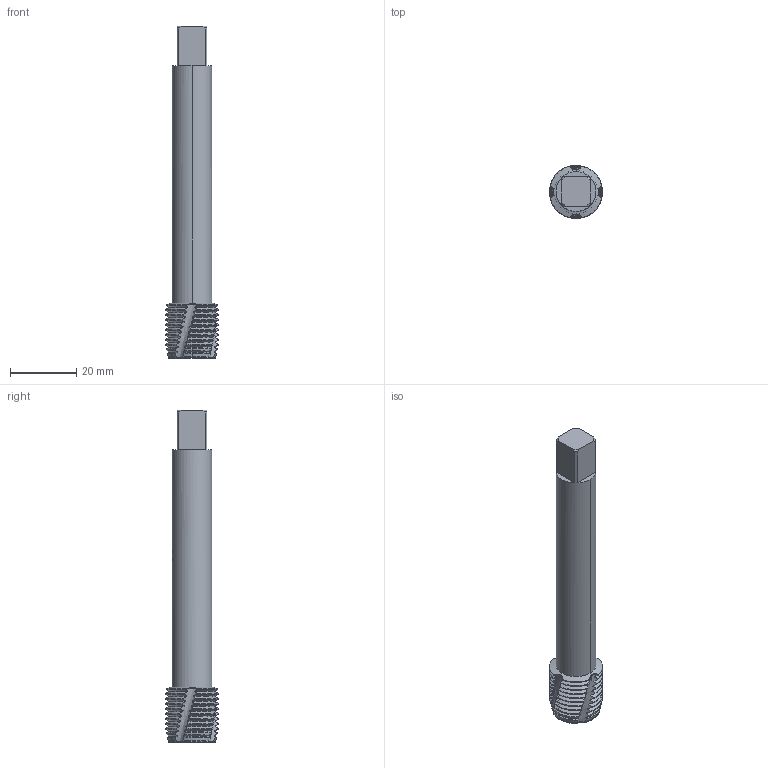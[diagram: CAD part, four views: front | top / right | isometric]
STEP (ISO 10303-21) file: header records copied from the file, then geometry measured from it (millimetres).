
FILE_DESCRIPTION(('no description'),'unknown implementation level');
FILE_NAME('solidWSeW88CbLG7hYkf0eOPzUvoks5M_1.STP',' ',('CIM GmbH Aachen'),('CADClick - KiM GmbH - www.kimweb.de'),'unknown preprocess','ACIS','unknown authorization');
FILE_SCHEMA(('automotive_design'));
Length unit declared in the file: millimetre
Products named in the file (2): 1; 2
Bounding box: 16 x 16 x 100 mm (x, y, z)
Volume: 11842.7 mm3; surface area: 6034.1 mm2
Topology: 2 solids, 2 shells, 295 faces, 841 edges, 550 vertices
Faces by surface type: cone 154, cylinder 112, plane 17, bspline 8, revolution 4
Entity records: 23448 total; most frequent: CARTESIAN_POINT 6971, STYLED_ITEM 1688, PRESENTATION_STYLE_ASSIGNMENT 1688, COLOUR_RGB 1688, ORIENTED_EDGE 1682, DIRECTION 1309, EDGE_CURVE 841, CURVE_STYLE 841
